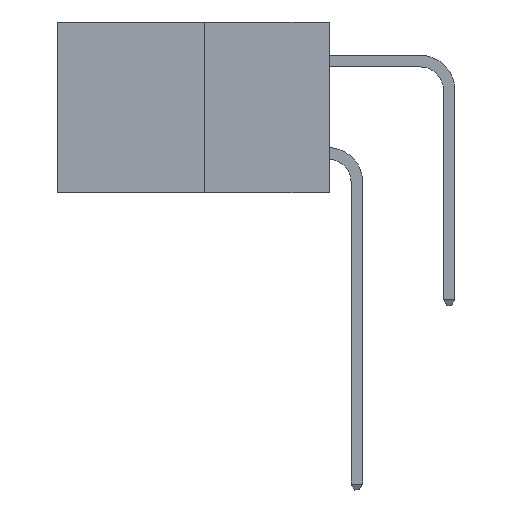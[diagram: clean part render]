
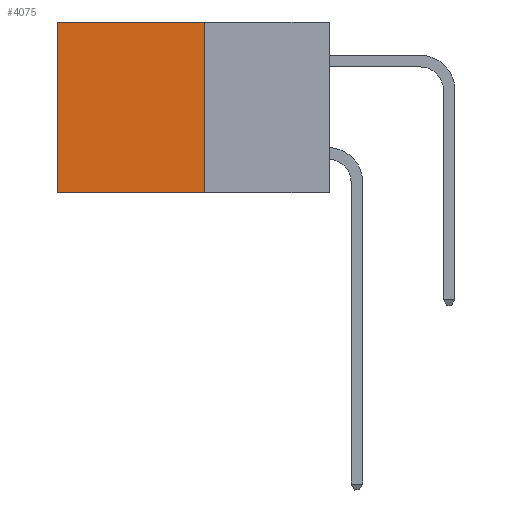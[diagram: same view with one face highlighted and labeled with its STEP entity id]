
A CAD part, left-side view. The second image highlights one B-rep face of the part: STEP entity #4075.
In plain terms, the highlighted planar face has unit normal (-1, 0, 0).
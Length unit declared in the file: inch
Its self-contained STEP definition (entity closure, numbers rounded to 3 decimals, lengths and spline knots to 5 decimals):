
#1289 = VERTEX_POINT ( 'NONE', #4513 ) ;
#2209 = LINE ( 'NONE', #3221, #13363 ) ;
#3221 = CARTESIAN_POINT ( 'NONE',  ( 0.277, 0.27, -0.37 ) ) ;
#3425 = EDGE_CURVE ( 'NONE', #7154, #1289, #14181, .T. ) ;
#3473 = VECTOR ( 'NONE', #15913, 39.37008 ) ;
#4075 = ADVANCED_FACE ( 'NONE', ( #11475 ), #11422, .F. ) ;
#4513 = CARTESIAN_POINT ( 'NONE',  ( 0.277, 0.27, -0.37 ) ) ;
#5488 = LINE ( 'NONE', #8214, #16156 ) ;
#5659 = VERTEX_POINT ( 'NONE', #11717 ) ;
#5671 = CARTESIAN_POINT ( 'NONE',  ( 0.277, 0.27, 0. ) ) ;
#5678 = VERTEX_POINT ( 'NONE', #14602 ) ;
#6199 = AXIS2_PLACEMENT_3D ( 'NONE', #8569, #8226, #8017 ) ;
#6511 = LINE ( 'NONE', #15032, #12769 ) ;
#6605 = ORIENTED_EDGE ( 'NONE', *, *, #7163, .T. ) ;
#7154 = VERTEX_POINT ( 'NONE', #5671 ) ;
#7163 = EDGE_CURVE ( 'NONE', #7154, #5678, #6511, .T. ) ;
#8017 = DIRECTION ( 'NONE',  ( 0., 0., -1. ) ) ;
#8214 = CARTESIAN_POINT ( 'NONE',  ( 0.277, 0.59, -0.37 ) ) ;
#8226 = DIRECTION ( 'NONE',  ( 1., 0., 0. ) ) ;
#8569 = CARTESIAN_POINT ( 'NONE',  ( 0.277, 0.27, -0.37 ) ) ;
#10034 = EDGE_LOOP ( 'NONE', ( #14570, #16655, #16832, #6605 ) ) ;
#10809 = DIRECTION ( 'NONE',  ( 0., 0., -1. ) ) ;
#11052 = CARTESIAN_POINT ( 'NONE',  ( 0.277, 0.27, -0.37 ) ) ;
#11422 = PLANE ( 'NONE',  #6199 ) ;
#11475 = FACE_OUTER_BOUND ( 'NONE', #10034, .T. ) ;
#11717 = CARTESIAN_POINT ( 'NONE',  ( 0.277, 0.59, -0.37 ) ) ;
#12616 = DIRECTION ( 'NONE',  ( 0., 1., 0. ) ) ;
#12769 = VECTOR ( 'NONE', #16357, 39.37008 ) ;
#13363 = VECTOR ( 'NONE', #12616, 39.37008 ) ;
#13920 = EDGE_CURVE ( 'NONE', #5678, #5659, #5488, .T. ) ;
#14181 = LINE ( 'NONE', #11052, #3473 ) ;
#14570 = ORIENTED_EDGE ( 'NONE', *, *, #13920, .T. ) ;
#14602 = CARTESIAN_POINT ( 'NONE',  ( 0.277, 0.59, 0. ) ) ;
#15032 = CARTESIAN_POINT ( 'NONE',  ( 0.277, 0.27, 0. ) ) ;
#15913 = DIRECTION ( 'NONE',  ( 0., 0., -1. ) ) ;
#16129 = EDGE_CURVE ( 'NONE', #1289, #5659, #2209, .T. ) ;
#16156 = VECTOR ( 'NONE', #10809, 39.37008 ) ;
#16357 = DIRECTION ( 'NONE',  ( 0., 1., 0. ) ) ;
#16655 = ORIENTED_EDGE ( 'NONE', *, *, #16129, .F. ) ;
#16832 = ORIENTED_EDGE ( 'NONE', *, *, #3425, .F. ) ;
